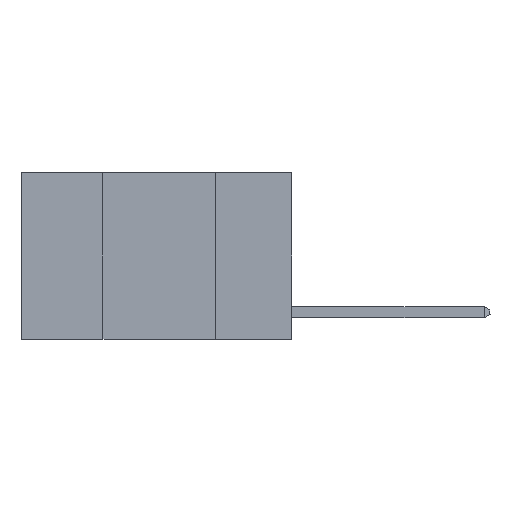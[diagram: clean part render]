
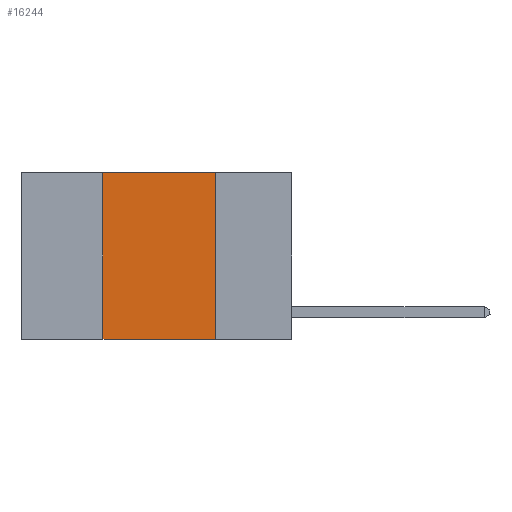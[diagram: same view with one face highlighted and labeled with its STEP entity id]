
A CAD part, left-side view. The second image highlights one B-rep face of the part: STEP entity #16244.
In plain terms, the highlighted planar face has unit normal (-1, 0, 0).
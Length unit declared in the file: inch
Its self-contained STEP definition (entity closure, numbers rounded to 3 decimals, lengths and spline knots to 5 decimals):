
#121 = CARTESIAN_POINT ( 'NONE',  ( 0., 0.42, 0. ) ) ;
#383 = EDGE_LOOP ( 'NONE', ( #6452, #5498, #11791, #12866 ) ) ;
#670 = EDGE_CURVE ( 'NONE', #9807, #15741, #8793, .T. ) ;
#895 = VERTEX_POINT ( 'NONE', #3194 ) ;
#1059 = DIRECTION ( 'NONE',  ( 1., 0., 0. ) ) ;
#2292 = PLANE ( 'NONE',  #11334 ) ;
#2537 = FACE_OUTER_BOUND ( 'NONE', #383, .T. ) ;
#2701 = CARTESIAN_POINT ( 'NONE',  ( 0., 0.42, 0. ) ) ;
#3194 = CARTESIAN_POINT ( 'NONE',  ( 0., 0.17, 0. ) ) ;
#3309 = LINE ( 'NONE', #10921, #6784 ) ;
#5498 = ORIENTED_EDGE ( 'NONE', *, *, #11123, .F. ) ;
#5855 = LINE ( 'NONE', #8413, #8543 ) ;
#6452 = ORIENTED_EDGE ( 'NONE', *, *, #8362, .F. ) ;
#6784 = VECTOR ( 'NONE', #10999, 39.37008 ) ;
#7720 = DIRECTION ( 'NONE',  ( 0., 0., 1. ) ) ;
#8362 = EDGE_CURVE ( 'NONE', #895, #12440, #13581, .T. ) ;
#8413 = CARTESIAN_POINT ( 'NONE',  ( 0., 0.6, -0.37 ) ) ;
#8447 = DIRECTION ( 'NONE',  ( 0., 0., -1. ) ) ;
#8543 = VECTOR ( 'NONE', #16124, 39.37008 ) ;
#8793 = LINE ( 'NONE', #2701, #11063 ) ;
#9253 = EDGE_CURVE ( 'NONE', #9807, #12440, #5855, .T. ) ;
#9299 = VECTOR ( 'NONE', #8447, 39.37008 ) ;
#9807 = VERTEX_POINT ( 'NONE', #14912 ) ;
#10921 = CARTESIAN_POINT ( 'NONE',  ( 0., 0.6, 0. ) ) ;
#10999 = DIRECTION ( 'NONE',  ( 0., -1., 0. ) ) ;
#11063 = VECTOR ( 'NONE', #7720, 39.37008 ) ;
#11071 = DIRECTION ( 'NONE',  ( 0., 0., -1. ) ) ;
#11123 = EDGE_CURVE ( 'NONE', #15741, #895, #3309, .T. ) ;
#11334 = AXIS2_PLACEMENT_3D ( 'NONE', #12296, #1059, #11071 ) ;
#11791 = ORIENTED_EDGE ( 'NONE', *, *, #670, .F. ) ;
#11998 = CARTESIAN_POINT ( 'NONE',  ( 0., 0.17, -0.37 ) ) ;
#12296 = CARTESIAN_POINT ( 'NONE',  ( 0., 0.6, 0. ) ) ;
#12440 = VERTEX_POINT ( 'NONE', #11998 ) ;
#12866 = ORIENTED_EDGE ( 'NONE', *, *, #9253, .T. ) ;
#13581 = LINE ( 'NONE', #14984, #9299 ) ;
#14912 = CARTESIAN_POINT ( 'NONE',  ( 0., 0.42, -0.37 ) ) ;
#14984 = CARTESIAN_POINT ( 'NONE',  ( 0., 0.17, 0. ) ) ;
#15741 = VERTEX_POINT ( 'NONE', #121 ) ;
#16124 = DIRECTION ( 'NONE',  ( 0., -1., 0. ) ) ;
#16244 = ADVANCED_FACE ( 'NONE', ( #2537 ), #2292, .F. ) ;
